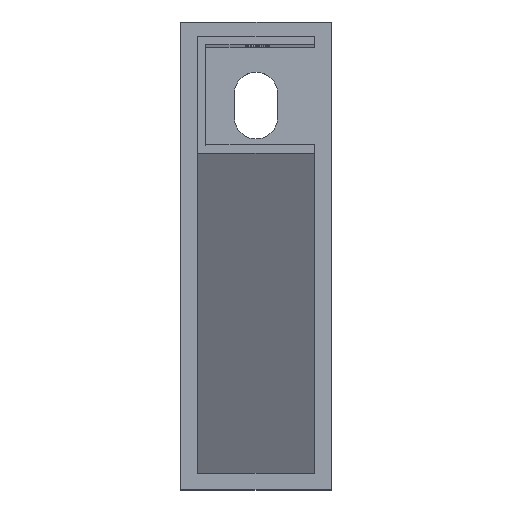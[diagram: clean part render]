
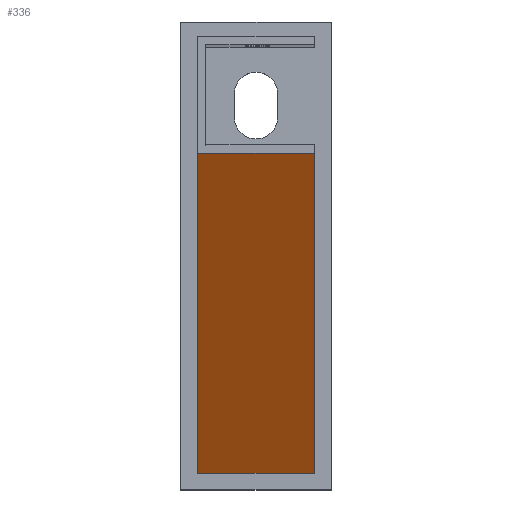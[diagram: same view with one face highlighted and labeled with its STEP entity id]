
A CAD part, top view. The second image highlights one B-rep face of the part: STEP entity #336.
In plain terms, the highlighted planar face has unit normal (0, -0.977, 0.216).
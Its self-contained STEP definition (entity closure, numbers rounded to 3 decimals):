
#76 = CARTESIAN_POINT ( 'NONE',  ( 5., 5., 6. ) ) ;
#140 = CARTESIAN_POINT ( 'NONE',  ( 40., 100., 436. ) ) ;
#230 = LINE ( 'NONE', #2214, #1892 ) ;
#294 = DIRECTION ( 'NONE',  ( 1., 0., 0. ) ) ;
#336 = ADVANCED_FACE ( 'NONE', ( #2359 ), #1502, .T. ) ;
#490 = VERTEX_POINT ( 'NONE', #2634 ) ;
#529 = LINE ( 'NONE', #1627, #1848 ) ;
#949 = EDGE_CURVE ( 'NONE', #2153, #1263, #1540, .T. ) ;
#1184 = CARTESIAN_POINT ( 'NONE',  ( 40., 5., 6. ) ) ;
#1263 = VERTEX_POINT ( 'NONE', #1184 ) ;
#1437 = VECTOR ( 'NONE', #2218, 1000. ) ;
#1502 = PLANE ( 'NONE',  #2465 ) ;
#1512 = CARTESIAN_POINT ( 'NONE',  ( 40., 100., 436. ) ) ;
#1540 = LINE ( 'NONE', #2234, #1437 ) ;
#1569 = LINE ( 'NONE', #1512, #1746 ) ;
#1590 = ORIENTED_EDGE ( 'NONE', *, *, #2650, .T. ) ;
#1627 = CARTESIAN_POINT ( 'NONE',  ( 5., 5., 6. ) ) ;
#1655 = DIRECTION ( 'NONE',  ( 0., -0.976, 0.216 ) ) ;
#1746 = VECTOR ( 'NONE', #2399, 1000. ) ;
#1848 = VECTOR ( 'NONE', #294, 1000. ) ;
#1877 = ORIENTED_EDGE ( 'NONE', *, *, #2286, .F. ) ;
#1892 = VECTOR ( 'NONE', #1966, 1000. ) ;
#1966 = DIRECTION ( 'NONE',  ( 0., -0.216, -0.976 ) ) ;
#2049 = VERTEX_POINT ( 'NONE', #76 ) ;
#2153 = VERTEX_POINT ( 'NONE', #140 ) ;
#2214 = CARTESIAN_POINT ( 'NONE',  ( 5., 100., 436. ) ) ;
#2218 = DIRECTION ( 'NONE',  ( 0., -0.216, -0.976 ) ) ;
#2234 = CARTESIAN_POINT ( 'NONE',  ( 40., 100., 436. ) ) ;
#2237 = ORIENTED_EDGE ( 'NONE', *, *, #2395, .T. ) ;
#2286 = EDGE_CURVE ( 'NONE', #490, #2153, #1569, .T. ) ;
#2359 = FACE_OUTER_BOUND ( 'NONE', #2472, .T. ) ;
#2395 = EDGE_CURVE ( 'NONE', #2049, #1263, #529, .T. ) ;
#2399 = DIRECTION ( 'NONE',  ( 1., 0., 0. ) ) ;
#2465 = AXIS2_PLACEMENT_3D ( 'NONE', #2780, #1655, #2545 ) ;
#2472 = EDGE_LOOP ( 'NONE', ( #1590, #2237, #2480, #1877 ) ) ;
#2480 = ORIENTED_EDGE ( 'NONE', *, *, #949, .F. ) ;
#2545 = DIRECTION ( 'NONE',  ( 0., -0.216, -0.976 ) ) ;
#2634 = CARTESIAN_POINT ( 'NONE',  ( 5., 100., 436. ) ) ;
#2650 = EDGE_CURVE ( 'NONE', #490, #2049, #230, .T. ) ;
#2780 = CARTESIAN_POINT ( 'NONE',  ( 0., 3.503, -0.774 ) ) ;
